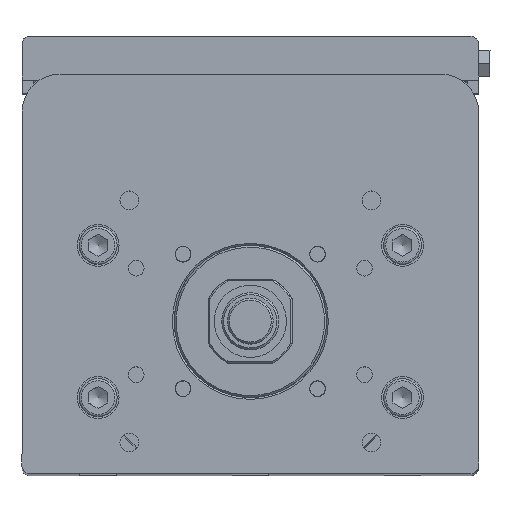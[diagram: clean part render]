
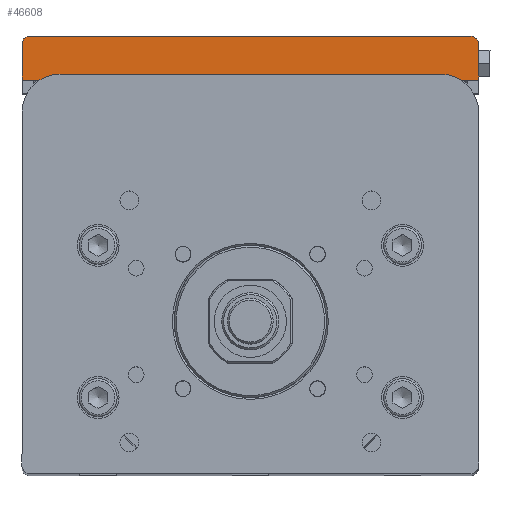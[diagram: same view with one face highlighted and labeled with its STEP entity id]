
A CAD part, top view. The second image highlights one B-rep face of the part: STEP entity #46608.
In plain terms, the highlighted planar face has unit normal (0, 0, 1).
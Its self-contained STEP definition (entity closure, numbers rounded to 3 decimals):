
#2397=PLANE('',#50621);
#4624=FACE_OUTER_BOUND('',#7442,.T.);
#7442=EDGE_LOOP('',(#38409,#38410,#38411,#38412,#38413,#38414,#38415,#38416,
#38417,#38418));
#9514=LINE('',#67999,#13864);
#11889=LINE('',#74518,#16239);
#11946=LINE('',#74806,#16296);
#11955=LINE('',#74835,#16305);
#11961=LINE('',#74902,#16311);
#11962=LINE('',#74905,#16312);
#12008=LINE('',#75088,#16358);
#12009=LINE('',#75089,#16359);
#13864=VECTOR('',#54505,10.);
#16239=VECTOR('',#60426,10.);
#16296=VECTOR('',#60753,10.);
#16305=VECTOR('',#60778,10.);
#16311=VECTOR('',#60810,10.);
#16312=VECTOR('',#60813,10.);
#16358=VECTOR('',#61049,10.);
#16359=VECTOR('',#61050,10.);
#18239=CIRCLE('',#50510,2.);
#18246=CIRCLE('',#50519,2.);
#19870=VERTEX_POINT('',#67996);
#19871=VERTEX_POINT('',#67998);
#21772=VERTEX_POINT('',#74514);
#21774=VERTEX_POINT('',#74517);
#21869=VERTEX_POINT('',#74803);
#21870=VERTEX_POINT('',#74805);
#21881=VERTEX_POINT('',#74832);
#21882=VERTEX_POINT('',#74834);
#21894=VERTEX_POINT('',#74900);
#21895=VERTEX_POINT('',#74904);
#24416=EDGE_CURVE('',#19870,#19871,#9514,.T.);
#27451=EDGE_CURVE('',#21774,#21772,#11889,.T.);
#27587=EDGE_CURVE('',#21869,#21870,#11946,.T.);
#27599=EDGE_CURVE('',#21774,#21869,#18239,.T.);
#27602=EDGE_CURVE('',#21882,#21881,#11955,.T.);
#27611=EDGE_CURVE('',#21882,#21772,#18246,.T.);
#27619=EDGE_CURVE('',#21894,#19870,#11961,.T.);
#27620=EDGE_CURVE('',#19871,#21895,#11962,.T.);
#27705=EDGE_CURVE('',#21881,#21895,#12008,.T.);
#27706=EDGE_CURVE('',#21894,#21870,#12009,.T.);
#38409=ORIENTED_EDGE('',*,*,#27705,.T.);
#38410=ORIENTED_EDGE('',*,*,#27620,.F.);
#38411=ORIENTED_EDGE('',*,*,#24416,.F.);
#38412=ORIENTED_EDGE('',*,*,#27619,.F.);
#38413=ORIENTED_EDGE('',*,*,#27706,.T.);
#38414=ORIENTED_EDGE('',*,*,#27587,.F.);
#38415=ORIENTED_EDGE('',*,*,#27599,.F.);
#38416=ORIENTED_EDGE('',*,*,#27451,.T.);
#38417=ORIENTED_EDGE('',*,*,#27611,.F.);
#38418=ORIENTED_EDGE('',*,*,#27602,.T.);
#46608=ADVANCED_FACE('',(#4624),#2397,.T.);
#50510=AXIS2_PLACEMENT_3D('',#74829,#60771,#60772);
#50519=AXIS2_PLACEMENT_3D('',#74851,#60794,#60795);
#50621=AXIS2_PLACEMENT_3D('',#75087,#61047,#61048);
#54505=DIRECTION('',(-1.,0.,0.));
#60426=DIRECTION('',(-1.,0.,0.));
#60753=DIRECTION('',(0.,-1.,0.));
#60771=DIRECTION('center_axis',(0.,0.,
-1.));
#60772=DIRECTION('ref_axis',(0.707,0.707,0.));
#60778=DIRECTION('',(0.,-1.,0.));
#60794=DIRECTION('center_axis',(0.,0.,
-1.));
#60795=DIRECTION('ref_axis',(-0.707,0.707,0.));
#60810=DIRECTION('',(0.,-1.,0.));
#60813=DIRECTION('',(0.,1.,0.));
#61047=DIRECTION('center_axis',(0.,0.,
1.));
#61048=DIRECTION('ref_axis',(-1.,0.,0.));
#61049=DIRECTION('',(1.,0.,0.));
#61050=DIRECTION('',(1.,0.,0.));
#67996=CARTESIAN_POINT('',(21.,60.,80.));
#67998=CARTESIAN_POINT('',(-21.,60.,80.));
#67999=CARTESIAN_POINT('',(60.,60.,80.));
#74514=CARTESIAN_POINT('',(-58.,75.,80.));
#74517=CARTESIAN_POINT('',(58.,75.,80.));
#74518=CARTESIAN_POINT('',(60.,75.,80.));
#74803=CARTESIAN_POINT('',(60.,73.,80.));
#74805=CARTESIAN_POINT('',(60.,63.5,80.));
#74806=CARTESIAN_POINT('',(60.,75.,80.));
#74829=CARTESIAN_POINT('Origin',(58.,73.,80.));
#74832=CARTESIAN_POINT('',(-60.,63.5,80.));
#74834=CARTESIAN_POINT('',(-60.,73.,80.));
#74835=CARTESIAN_POINT('',(-60.,75.,80.));
#74851=CARTESIAN_POINT('Origin',(-58.,73.,80.));
#74900=CARTESIAN_POINT('',(21.,63.5,80.));
#74902=CARTESIAN_POINT('',(21.,67.5,80.));
#74904=CARTESIAN_POINT('',(-21.,63.5,80.));
#74905=CARTESIAN_POINT('',(-21.,67.5,80.));
#75087=CARTESIAN_POINT('Origin',(60.,75.,80.));
#75088=CARTESIAN_POINT('',(10.,63.5,80.));
#75089=CARTESIAN_POINT('',(50.,63.5,80.));
